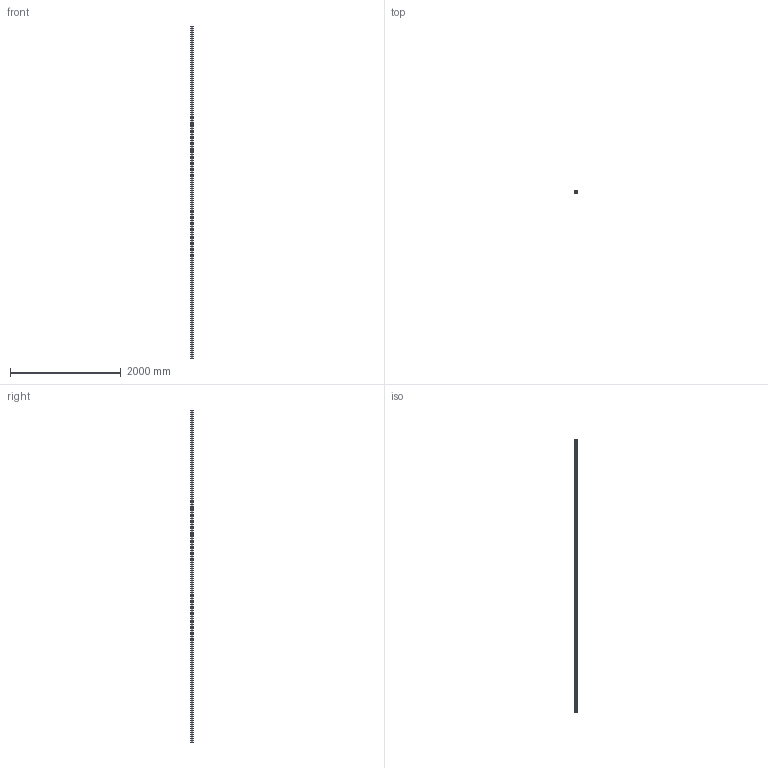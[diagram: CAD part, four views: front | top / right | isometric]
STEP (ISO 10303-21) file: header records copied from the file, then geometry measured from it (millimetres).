
FILE_DESCRIPTION (( 'STEP AP203' ), '1' );
FILE_NAME ('A01-1.STEP', '2018-04-02T17:14:54', ( 'User2' ), ( '' ), 'SwSTEP 2.0', 'SolidWorks 2007', '' );
FILE_SCHEMA (( 'CONFIG_CONTROL_DESIGN' ));
Length unit declared in the file: millimetre
Products named in the file (1): A01-1
Bounding box: 50 x 50 x 6000 mm (x, y, z)
Volume: 5504349.2 mm3; surface area: 4103912.8 mm2
Topology: 1 solids, 1 shells, 92 faces, 270 edges, 180 vertices
Faces by surface type: plane 90, cylinder 2
Entity records: 3095 total; most frequent: CARTESIAN_POINT 543, ORIENTED_EDGE 540, DIRECTION 460, EDGE_CURVE 270, VECTOR 266, LINE 266, VERTEX_POINT 180, EDGE_LOOP 102
